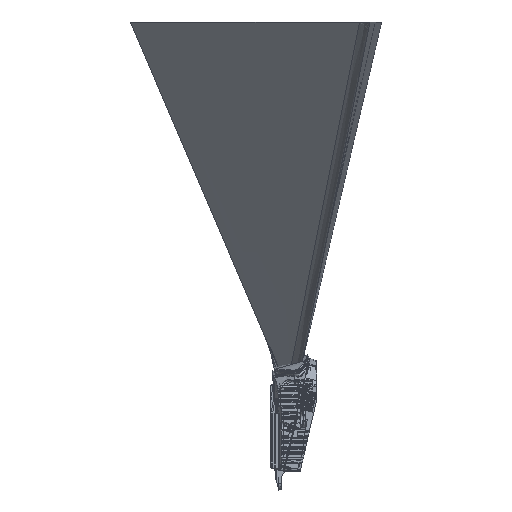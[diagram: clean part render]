
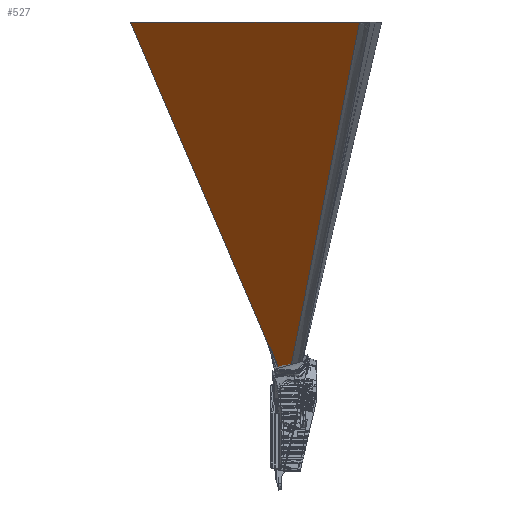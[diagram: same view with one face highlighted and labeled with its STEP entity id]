
A CAD part, left-side view. The second image highlights one B-rep face of the part: STEP entity #527.
In plain terms, the highlighted free-form (B-spline) face has degree [3, 3] with [4, 4] control points.
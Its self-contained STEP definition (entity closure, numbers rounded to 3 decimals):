
#40=DIRECTION('',(-0.689,-0.725,0.));
#41=VECTOR('',#40,22.425);
#42=CARTESIAN_POINT('',(-40.397,20.458,55.));
#43=LINE('',#42,#41);
#98=DIRECTION('',(0.857,0.101,-0.506));
#99=VECTOR('',#98,879.983);
#100=CARTESIAN_POINT('',(-809.822,-84.52,500.));
#101=LINE('',#100,#99);
#102=DIRECTION('',(0.714,-0.275,-0.644));
#103=VECTOR('',#102,691.23);
#104=CARTESIAN_POINT('',(-533.902,210.791,500.));
#105=LINE('',#104,#103);
#162=DIRECTION('',(0.683,0.731,0.));
#163=VECTOR('',#162,404.154);
#164=CARTESIAN_POINT('',(-809.822,-84.52,500.));
#165=LINE('',#164,#163);
#182=CARTESIAN_POINT('',(-40.397,20.458,55.));
#183=VERTEX_POINT('',#182);
#184=CARTESIAN_POINT('',(-55.851,4.209,55.));
#185=VERTEX_POINT('',#184);
#204=CARTESIAN_POINT('',(-809.822,-84.52,500.));
#205=VERTEX_POINT('',#204);
#206=CARTESIAN_POINT('',(-533.902,210.791,500.));
#207=VERTEX_POINT('',#206);
#502=CARTESIAN_POINT('',(-40.397,20.458,55.));
#503=CARTESIAN_POINT('',(-204.899,83.902,203.333));
#504=CARTESIAN_POINT('',(-369.4,147.347,351.667));
#505=CARTESIAN_POINT('',(-533.902,210.791,500.));
#506=CARTESIAN_POINT('',(-45.548,15.042,55.));
#507=CARTESIAN_POINT('',(-238.991,47.479,203.333));
#508=CARTESIAN_POINT('',(-432.433,79.917,351.667));
#509=CARTESIAN_POINT('',(-625.875,112.354,500.));
#510=CARTESIAN_POINT('',(-50.7,9.625,55.));
#511=CARTESIAN_POINT('',(-273.083,11.056,203.333));
#512=CARTESIAN_POINT('',(-495.466,12.487,351.667));
#513=CARTESIAN_POINT('',(-717.849,13.917,500.));
#514=CARTESIAN_POINT('',(-55.851,4.209,55.));
#515=CARTESIAN_POINT('',(-307.175,-25.367,203.333));
#516=CARTESIAN_POINT('',(-558.498,-54.943,351.667));
#517=CARTESIAN_POINT('',(-809.822,-84.52,500.));
#518=B_SPLINE_SURFACE_WITH_KNOTS('',3,3,((#502,#503,#504,#505),(#506,#507,#508,
#509),(#510,#511,#512,#513),(#514,#515,#516,#517)),.UNSPECIFIED.,.F.,.F.,.F.,(4,
4),(4,4),(0.,1.),(0.,1.),.UNSPECIFIED.);
#519=ORIENTED_EDGE('',*,*,#217,.F.);
#521=ORIENTED_EDGE('',*,*,#520,.F.);
#523=ORIENTED_EDGE('',*,*,#522,.F.);
#524=ORIENTED_EDGE('',*,*,#487,.T.);
#525=EDGE_LOOP('',(#519,#521,#523,#524));
#526=FACE_OUTER_BOUND('',#525,.F.);
#217=EDGE_CURVE('',#183,#185,#43,.T.);
#487=EDGE_CURVE('',#205,#185,#101,.T.);
#520=EDGE_CURVE('',#207,#183,#105,.T.);
#522=EDGE_CURVE('',#205,#207,#165,.T.);
#527=ADVANCED_FACE('',(#526),#518,.T.);
